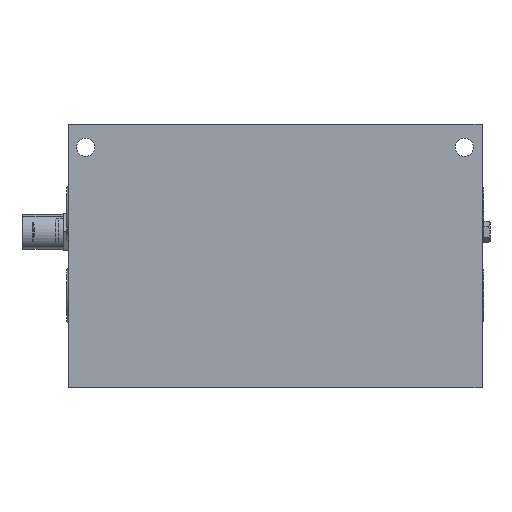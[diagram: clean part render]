
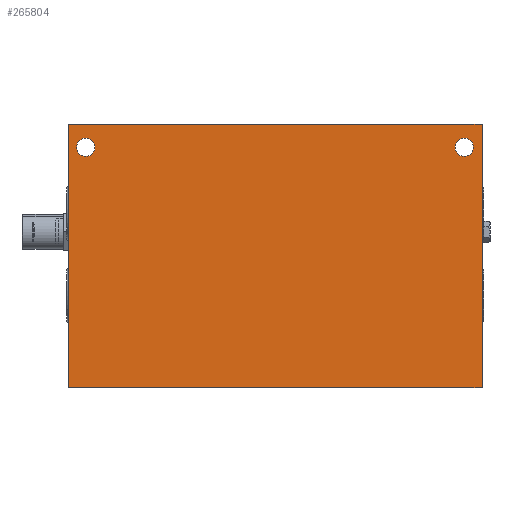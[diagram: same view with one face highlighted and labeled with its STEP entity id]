
A CAD part, front view. The second image highlights one B-rep face of the part: STEP entity #265804.
In plain terms, the highlighted planar face has unit normal (0, -1, 0).
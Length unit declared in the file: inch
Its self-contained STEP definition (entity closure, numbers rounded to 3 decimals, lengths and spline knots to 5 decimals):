
#3891 = EDGE_CURVE ( 'NONE', #158806, #58422, #103567, .T. ) ;
#4711 = CARTESIAN_POINT ( 'NONE',  ( 6.2875, 0., -4.0075 ) ) ;
#10770 = EDGE_LOOP ( 'NONE', ( #185557, #295369 ) ) ;
#13652 = CIRCLE ( 'NONE', #246916, 0.28 ) ;
#14525 = EDGE_CURVE ( 'NONE', #24353, #70936, #102885, .T. ) ;
#22352 = CARTESIAN_POINT ( 'NONE',  ( 5.75, 0., 3.5825 ) ) ;
#22368 = AXIS2_PLACEMENT_3D ( 'NONE', #230693, #231721, #111648 ) ;
#24353 = VERTEX_POINT ( 'NONE', #189303 ) ;
#27360 = EDGE_LOOP ( 'NONE', ( #73439, #282758 ) ) ;
#27791 = EDGE_CURVE ( 'NONE', #266826, #149566, #13652, .T. ) ;
#38195 = DIRECTION ( 'NONE',  ( -1., 0., 0. ) ) ;
#44626 = CARTESIAN_POINT ( 'NONE',  ( 5.75, 0., 3.3025 ) ) ;
#47635 = EDGE_CURVE ( 'NONE', #58422, #220064, #119704, .T. ) ;
#49512 = DIRECTION ( 'NONE',  ( 1., 0., 0. ) ) ;
#58422 = VERTEX_POINT ( 'NONE', #161353 ) ;
#59701 = ORIENTED_EDGE ( 'NONE', *, *, #266780, .F. ) ;
#67463 = LINE ( 'NONE', #123124, #300829 ) ;
#70181 = DIRECTION ( 'NONE',  ( 0., 0., 1. ) ) ;
#70936 = VERTEX_POINT ( 'NONE', #22352 ) ;
#73439 = ORIENTED_EDGE ( 'NONE', *, *, #311904, .T. ) ;
#74042 = AXIS2_PLACEMENT_3D ( 'NONE', #149671, #170833, #198072 ) ;
#79500 = DIRECTION ( 'NONE',  ( 0., 0., -1. ) ) ;
#83113 = AXIS2_PLACEMENT_3D ( 'NONE', #199736, #271337, #223938 ) ;
#83616 = CIRCLE ( 'NONE', #83113, 0.28 ) ;
#88589 = PLANE ( 'NONE',  #22368 ) ;
#91041 = DIRECTION ( 'NONE',  ( 0., 0., 1. ) ) ;
#95557 = LINE ( 'NONE', #4711, #185902 ) ;
#102885 = CIRCLE ( 'NONE', #303294, 0.28 ) ;
#103567 = LINE ( 'NONE', #277212, #273015 ) ;
#111648 = DIRECTION ( 'NONE',  ( 0., 0., 1. ) ) ;
#119704 = LINE ( 'NONE', #193770, #258985 ) ;
#123124 = CARTESIAN_POINT ( 'NONE',  ( -6.2875, 0., 4.0075 ) ) ;
#135026 = CIRCLE ( 'NONE', #74042, 0.28 ) ;
#142322 = CARTESIAN_POINT ( 'NONE',  ( -5.75, 0., 3.5825 ) ) ;
#149506 = DIRECTION ( 'NONE',  ( 0., 0., 1. ) ) ;
#149566 = VERTEX_POINT ( 'NONE', #142322 ) ;
#149671 = CARTESIAN_POINT ( 'NONE',  ( 5.75, 0., 3.3025 ) ) ;
#151902 = ORIENTED_EDGE ( 'NONE', *, *, #209145, .F. ) ;
#158806 = VERTEX_POINT ( 'NONE', #298881 ) ;
#161304 = ORIENTED_EDGE ( 'NONE', *, *, #47635, .F. ) ;
#161353 = CARTESIAN_POINT ( 'NONE',  ( -6.2875, 0., -4.0075 ) ) ;
#165738 = DIRECTION ( 'NONE',  ( 0., 1., 0. ) ) ;
#170833 = DIRECTION ( 'NONE',  ( 0., 1., 0. ) ) ;
#185557 = ORIENTED_EDGE ( 'NONE', *, *, #278572, .T. ) ;
#185902 = VECTOR ( 'NONE', #79500, 39.37008 ) ;
#189303 = CARTESIAN_POINT ( 'NONE',  ( 5.75, 0., 3.0225 ) ) ;
#193770 = CARTESIAN_POINT ( 'NONE',  ( -6.2875, 0., -4.0075 ) ) ;
#194700 = CARTESIAN_POINT ( 'NONE',  ( -5.75, 0., 3.0225 ) ) ;
#198072 = DIRECTION ( 'NONE',  ( 0., 0., 1. ) ) ;
#199736 = CARTESIAN_POINT ( 'NONE',  ( -5.75, 0., 3.3025 ) ) ;
#209145 = EDGE_CURVE ( 'NONE', #308337, #158806, #95557, .T. ) ;
#211763 = FACE_OUTER_BOUND ( 'NONE', #263038, .T. ) ;
#214405 = CARTESIAN_POINT ( 'NONE',  ( -5.75, 0., 3.3025 ) ) ;
#220064 = VERTEX_POINT ( 'NONE', #289415 ) ;
#223938 = DIRECTION ( 'NONE',  ( 0., 0., 1. ) ) ;
#230693 = CARTESIAN_POINT ( 'NONE',  ( 6.2875, 0., 4.0075 ) ) ;
#231721 = DIRECTION ( 'NONE',  ( 0., 1., 0. ) ) ;
#238591 = DIRECTION ( 'NONE',  ( 0., 1., 0. ) ) ;
#246916 = AXIS2_PLACEMENT_3D ( 'NONE', #214405, #238591, #70181 ) ;
#248777 = ORIENTED_EDGE ( 'NONE', *, *, #3891, .F. ) ;
#258985 = VECTOR ( 'NONE', #149506, 39.37008 ) ;
#263038 = EDGE_LOOP ( 'NONE', ( #151902, #59701, #161304, #248777 ) ) ;
#265804 = ADVANCED_FACE ( 'NONE', ( #302033, #294386, #211763 ), #88589, .F. ) ;
#266780 = EDGE_CURVE ( 'NONE', #220064, #308337, #67463, .T. ) ;
#266826 = VERTEX_POINT ( 'NONE', #194700 ) ;
#271337 = DIRECTION ( 'NONE',  ( 0., 1., 0. ) ) ;
#273015 = VECTOR ( 'NONE', #38195, 39.37008 ) ;
#277212 = CARTESIAN_POINT ( 'NONE',  ( -6.2875, 0., -4.0075 ) ) ;
#278572 = EDGE_CURVE ( 'NONE', #70936, #24353, #135026, .T. ) ;
#280250 = CARTESIAN_POINT ( 'NONE',  ( 6.2875, 0., 4.0075 ) ) ;
#282758 = ORIENTED_EDGE ( 'NONE', *, *, #27791, .T. ) ;
#289415 = CARTESIAN_POINT ( 'NONE',  ( -6.2875, 0., 4.0075 ) ) ;
#294386 = FACE_BOUND ( 'NONE', #27360, .T. ) ;
#295369 = ORIENTED_EDGE ( 'NONE', *, *, #14525, .T. ) ;
#298881 = CARTESIAN_POINT ( 'NONE',  ( 6.2875, 0., -4.0075 ) ) ;
#300829 = VECTOR ( 'NONE', #49512, 39.37008 ) ;
#302033 = FACE_BOUND ( 'NONE', #10770, .T. ) ;
#303294 = AXIS2_PLACEMENT_3D ( 'NONE', #44626, #165738, #91041 ) ;
#308337 = VERTEX_POINT ( 'NONE', #280250 ) ;
#311904 = EDGE_CURVE ( 'NONE', #149566, #266826, #83616, .T. ) ;
